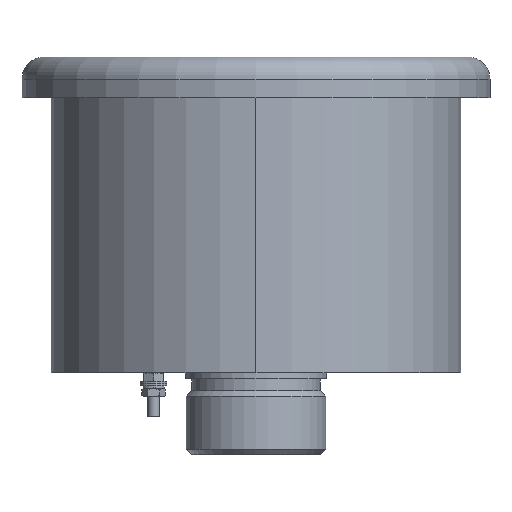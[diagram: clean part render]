
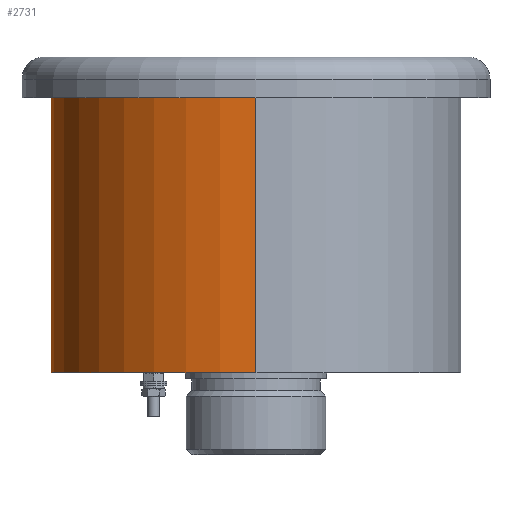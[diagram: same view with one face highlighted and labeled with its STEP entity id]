
A CAD part, front view. The second image highlights one B-rep face of the part: STEP entity #2731.
In plain terms, the highlighted cylindrical face has radius 70 mm (diameter 140 mm), a partial arc.
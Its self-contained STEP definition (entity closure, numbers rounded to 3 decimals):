
#533 = ORIENTED_EDGE ( 'NONE', *, *, #4951, .T. ) ;
#856 = CARTESIAN_POINT ( 'NONE',  ( -70., -0.05, 100. ) ) ;
#1189 = DIRECTION ( 'NONE',  ( 0., 0., 1. ) ) ;
#1365 = AXIS2_PLACEMENT_3D ( 'NONE', #15611, #5821, #17207 ) ;
#2449 = VERTEX_POINT ( 'NONE', #3877 ) ;
#2731 = ADVANCED_FACE ( 'NONE', ( #14034 ), #4859, .T. ) ;
#2835 = CARTESIAN_POINT ( 'NONE',  ( -70., -0.05, 0. ) ) ;
#3877 = CARTESIAN_POINT ( 'NONE',  ( -70., -0.05, 0. ) ) ;
#4674 = ORIENTED_EDGE ( 'NONE', *, *, #8094, .F. ) ;
#4859 = CYLINDRICAL_SURFACE ( 'NONE', #13660, 70. ) ;
#4951 = EDGE_CURVE ( 'NONE', #9572, #11252, #17495, .T. ) ;
#5821 = DIRECTION ( 'NONE',  ( 0., 0., 1. ) ) ;
#6124 = DIRECTION ( 'NONE',  ( 0., 1., 0. ) ) ;
#7580 = VERTEX_POINT ( 'NONE', #856 ) ;
#8094 = EDGE_CURVE ( 'NONE', #7580, #11252, #14546, .T. ) ;
#8433 = CARTESIAN_POINT ( 'NONE',  ( 0., 0., 0. ) ) ;
#8879 = DIRECTION ( 'NONE',  ( 0., 0., 1. ) ) ;
#9572 = VERTEX_POINT ( 'NONE', #9589 ) ;
#9589 = CARTESIAN_POINT ( 'NONE',  ( 0., -70., 0. ) ) ;
#9992 = CARTESIAN_POINT ( 'NONE',  ( 0., -70., 100. ) ) ;
#10043 = DIRECTION ( 'NONE',  ( 0., 1., 0. ) ) ;
#10981 = ORIENTED_EDGE ( 'NONE', *, *, #17955, .F. ) ;
#11252 = VERTEX_POINT ( 'NONE', #9992 ) ;
#11498 = CIRCLE ( 'NONE', #20695, 70. ) ;
#13058 = EDGE_CURVE ( 'NONE', #2449, #9572, #11498, .T. ) ;
#13154 = VECTOR ( 'NONE', #8879, 1000. ) ;
#13660 = AXIS2_PLACEMENT_3D ( 'NONE', #14374, #16028, #6124 ) ;
#14034 = FACE_OUTER_BOUND ( 'NONE', #19371, .T. ) ;
#14374 = CARTESIAN_POINT ( 'NONE',  ( 0., 0., 0. ) ) ;
#14386 = ORIENTED_EDGE ( 'NONE', *, *, #13058, .T. ) ;
#14546 = CIRCLE ( 'NONE', #1365, 70. ) ;
#15252 = LINE ( 'NONE', #2835, #19037 ) ;
#15611 = CARTESIAN_POINT ( 'NONE',  ( 0., 0., 100. ) ) ;
#16028 = DIRECTION ( 'NONE',  ( 0., 0., 1. ) ) ;
#17207 = DIRECTION ( 'NONE',  ( 0., 1., 0. ) ) ;
#17495 = LINE ( 'NONE', #18659, #13154 ) ;
#17955 = EDGE_CURVE ( 'NONE', #2449, #7580, #15252, .T. ) ;
#18659 = CARTESIAN_POINT ( 'NONE',  ( 0., -70., 0. ) ) ;
#19037 = VECTOR ( 'NONE', #1189, 1000. ) ;
#19371 = EDGE_LOOP ( 'NONE', ( #14386, #533, #4674, #10981 ) ) ;
#19804 = DIRECTION ( 'NONE',  ( 0., 0., 1. ) ) ;
#20695 = AXIS2_PLACEMENT_3D ( 'NONE', #8433, #19804, #10043 ) ;
